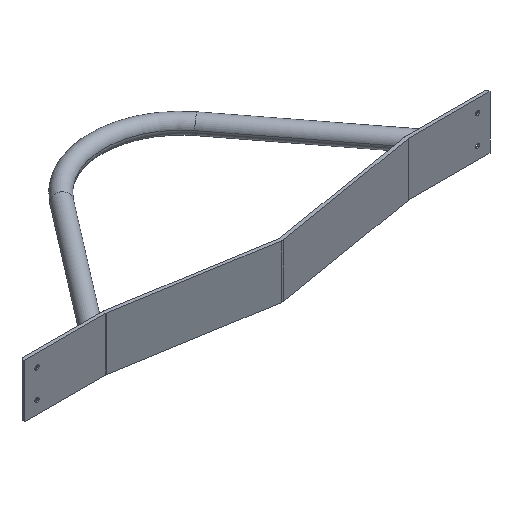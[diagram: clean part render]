
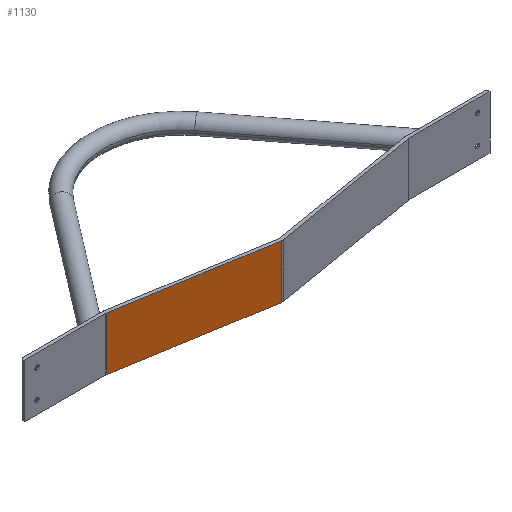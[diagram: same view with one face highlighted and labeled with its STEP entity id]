
A CAD part, isometric view. The second image highlights one B-rep face of the part: STEP entity #1130.
In plain terms, the highlighted planar face has unit normal (-0.164, -0.986, 0).
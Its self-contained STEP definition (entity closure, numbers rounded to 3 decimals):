
#41 = ORIENTED_EDGE ( 'NONE', *, *, #299, .T. ) ;
#76 = CARTESIAN_POINT ( 'NONE',  ( -240.006, 99.717, 15. ) ) ;
#79 = CARTESIAN_POINT ( 'NONE',  ( -240.006, 99.717, -70. ) ) ;
#84 = ORIENTED_EDGE ( 'NONE', *, *, #916, .F. ) ;
#89 = VECTOR ( 'NONE', #978, 1000. ) ;
#120 = EDGE_LOOP ( 'NONE', ( #1291, #41, #84, #1342 ) ) ;
#151 = DIRECTION ( 'NONE',  ( -0.986, 0.164, 0. ) ) ;
#162 = CARTESIAN_POINT ( 'NONE',  ( -240.006, 99.717, 15. ) ) ;
#173 = CARTESIAN_POINT ( 'NONE',  ( -1.644, 59.99, -70. ) ) ;
#202 = CARTESIAN_POINT ( 'NONE',  ( -240.006, 99.717, -70. ) ) ;
#294 = DIRECTION ( 'NONE',  ( 0.164, 0.986, 0. ) ) ;
#299 = EDGE_CURVE ( 'NONE', #685, #1394, #746, .T. ) ;
#357 = VECTOR ( 'NONE', #1120, 1000. ) ;
#362 = DIRECTION ( 'NONE',  ( 0., 0., 1. ) ) ;
#378 = FACE_OUTER_BOUND ( 'NONE', #120, .T. ) ;
#394 = CARTESIAN_POINT ( 'NONE',  ( -1.644, 59.99, 15. ) ) ;
#513 = EDGE_CURVE ( 'NONE', #1060, #685, #581, .T. ) ;
#581 = LINE ( 'NONE', #1595, #887 ) ;
#685 = VERTEX_POINT ( 'NONE', #394 ) ;
#746 = LINE ( 'NONE', #76, #867 ) ;
#863 = VERTEX_POINT ( 'NONE', #79 ) ;
#867 = VECTOR ( 'NONE', #1656, 1000. ) ;
#882 = LINE ( 'NONE', #1507, #89 ) ;
#887 = VECTOR ( 'NONE', #362, 1000. ) ;
#916 = EDGE_CURVE ( 'NONE', #863, #1394, #1385, .T. ) ;
#978 = DIRECTION ( 'NONE',  ( -0.986, 0.164, 0. ) ) ;
#1060 = VERTEX_POINT ( 'NONE', #173 ) ;
#1120 = DIRECTION ( 'NONE',  ( 0., 0., 1. ) ) ;
#1130 = ADVANCED_FACE ( 'NONE', ( #378 ), #1209, .F. ) ;
#1209 = PLANE ( 'NONE',  #1210 ) ;
#1210 = AXIS2_PLACEMENT_3D ( 'NONE', #1341, #294, #151 ) ;
#1291 = ORIENTED_EDGE ( 'NONE', *, *, #513, .T. ) ;
#1341 = CARTESIAN_POINT ( 'NONE',  ( -240.006, 99.717, -70. ) ) ;
#1342 = ORIENTED_EDGE ( 'NONE', *, *, #1513, .F. ) ;
#1385 = LINE ( 'NONE', #202, #357 ) ;
#1394 = VERTEX_POINT ( 'NONE', #162 ) ;
#1507 = CARTESIAN_POINT ( 'NONE',  ( -240.006, 99.717, -70. ) ) ;
#1513 = EDGE_CURVE ( 'NONE', #1060, #863, #882, .T. ) ;
#1595 = CARTESIAN_POINT ( 'NONE',  ( -1.644, 59.99, -70. ) ) ;
#1656 = DIRECTION ( 'NONE',  ( -0.986, 0.164, 0. ) ) ;
